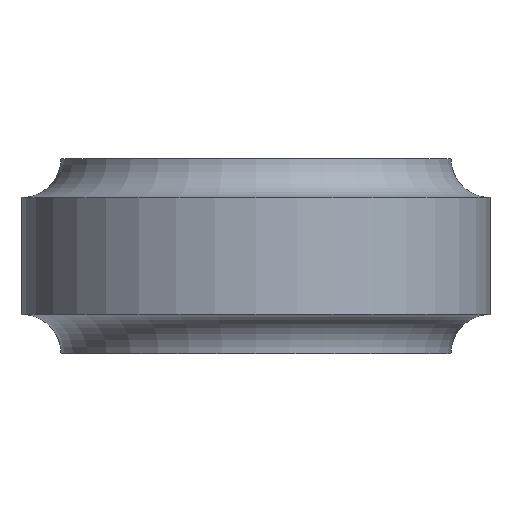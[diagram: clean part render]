
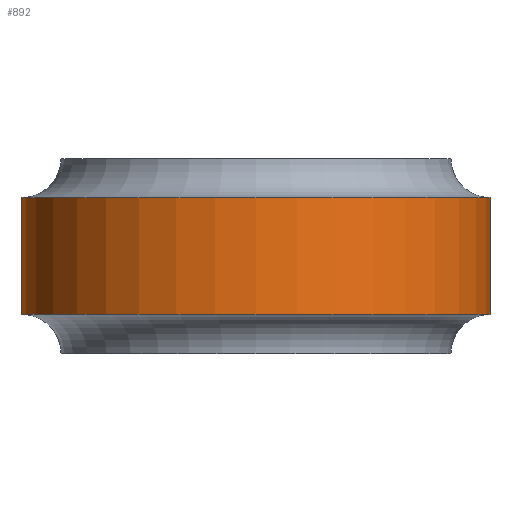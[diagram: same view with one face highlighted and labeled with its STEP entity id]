
A CAD part, front view. The second image highlights one B-rep face of the part: STEP entity #892.
In plain terms, the highlighted cylindrical face has radius 12 mm (diameter 24 mm), a partial arc.
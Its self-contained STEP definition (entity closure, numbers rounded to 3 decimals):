
#6 = VECTOR ( 'NONE', #1628, 1000. ) ;
#128 = AXIS2_PLACEMENT_3D ( 'NONE', #1170, #1569, #1013 ) ;
#175 = FACE_OUTER_BOUND ( 'NONE', #890, .T. ) ;
#270 = LINE ( 'NONE', #280, #6 ) ;
#280 = CARTESIAN_POINT ( 'NONE',  ( 12., 0., 5. ) ) ;
#281 = DIRECTION ( 'NONE',  ( 0., 0., -1. ) ) ;
#290 = VERTEX_POINT ( 'NONE', #944 ) ;
#314 = VERTEX_POINT ( 'NONE', #974 ) ;
#319 = CYLINDRICAL_SURFACE ( 'NONE', #617, 12. ) ;
#321 = EDGE_CURVE ( 'NONE', #314, #1415, #270, .T. ) ;
#455 = CIRCLE ( 'NONE', #653, 12. ) ;
#568 = ORIENTED_EDGE ( 'NONE', *, *, #1290, .T. ) ;
#617 = AXIS2_PLACEMENT_3D ( 'NONE', #722, #1271, #1029 ) ;
#653 = AXIS2_PLACEMENT_3D ( 'NONE', #745, #1566, #1699 ) ;
#722 = CARTESIAN_POINT ( 'NONE',  ( 0., 0., 5. ) ) ;
#745 = CARTESIAN_POINT ( 'NONE',  ( 0., 0., -3. ) ) ;
#777 = ORIENTED_EDGE ( 'NONE', *, *, #321, .F. ) ;
#779 = CARTESIAN_POINT ( 'NONE',  ( 12., 0., -3. ) ) ;
#853 = VERTEX_POINT ( 'NONE', #1110 ) ;
#890 = EDGE_LOOP ( 'NONE', ( #777, #568, #1033, #1074 ) ) ;
#892 = ADVANCED_FACE ( 'NONE', ( #175 ), #319, .T. ) ;
#944 = CARTESIAN_POINT ( 'NONE',  ( -12., 0., -3. ) ) ;
#974 = CARTESIAN_POINT ( 'NONE',  ( 12., 0., 3. ) ) ;
#1013 = DIRECTION ( 'NONE',  ( -1., 0., 0. ) ) ;
#1029 = DIRECTION ( 'NONE',  ( -1., 0., 0. ) ) ;
#1033 = ORIENTED_EDGE ( 'NONE', *, *, #1067, .T. ) ;
#1067 = EDGE_CURVE ( 'NONE', #853, #290, #1225, .T. ) ;
#1074 = ORIENTED_EDGE ( 'NONE', *, *, #1635, .F. ) ;
#1110 = CARTESIAN_POINT ( 'NONE',  ( -12., 0., 3. ) ) ;
#1170 = CARTESIAN_POINT ( 'NONE',  ( 0., 0., 3. ) ) ;
#1225 = LINE ( 'NONE', #1362, #1457 ) ;
#1271 = DIRECTION ( 'NONE',  ( 0., 0., -1. ) ) ;
#1290 = EDGE_CURVE ( 'NONE', #314, #853, #1487, .T. ) ;
#1362 = CARTESIAN_POINT ( 'NONE',  ( -12., 0., 5. ) ) ;
#1415 = VERTEX_POINT ( 'NONE', #779 ) ;
#1457 = VECTOR ( 'NONE', #281, 1000. ) ;
#1487 = CIRCLE ( 'NONE', #128, 12. ) ;
#1566 = DIRECTION ( 'NONE',  ( 0., 0., -1. ) ) ;
#1569 = DIRECTION ( 'NONE',  ( 0., 0., -1. ) ) ;
#1628 = DIRECTION ( 'NONE',  ( 0., 0., -1. ) ) ;
#1635 = EDGE_CURVE ( 'NONE', #1415, #290, #455, .T. ) ;
#1699 = DIRECTION ( 'NONE',  ( -1., 0., 0. ) ) ;
